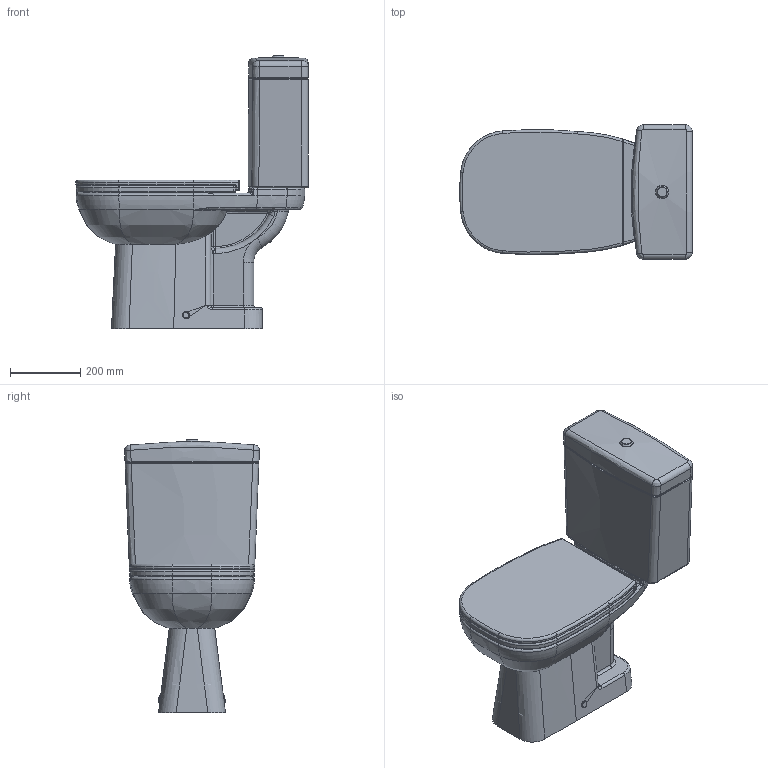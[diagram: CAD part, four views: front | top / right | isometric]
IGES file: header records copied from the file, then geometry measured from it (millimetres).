
Global section: file name: No Iges File Name specified; native system: AutoDesk Inventor R11.0; preprocessor: AutoDesk Inventor Iges Exporter R11.0; author: No Author specified; organization: No Organization specified; date: 20071120.210920; units: millimetre
Bounding box: 660.51 x 382.97 x 777 mm (x, y, z)
Volume: 47697218.7 mm3; surface area: 2073823.7 mm2
Topology: 7 solids, 7 shells, 471 faces, 1077 edges, 624 vertices
Faces by surface type: bspline 128, torus 96, cylinder 88, plane 80, revolution 69, sphere 8, cone 2
